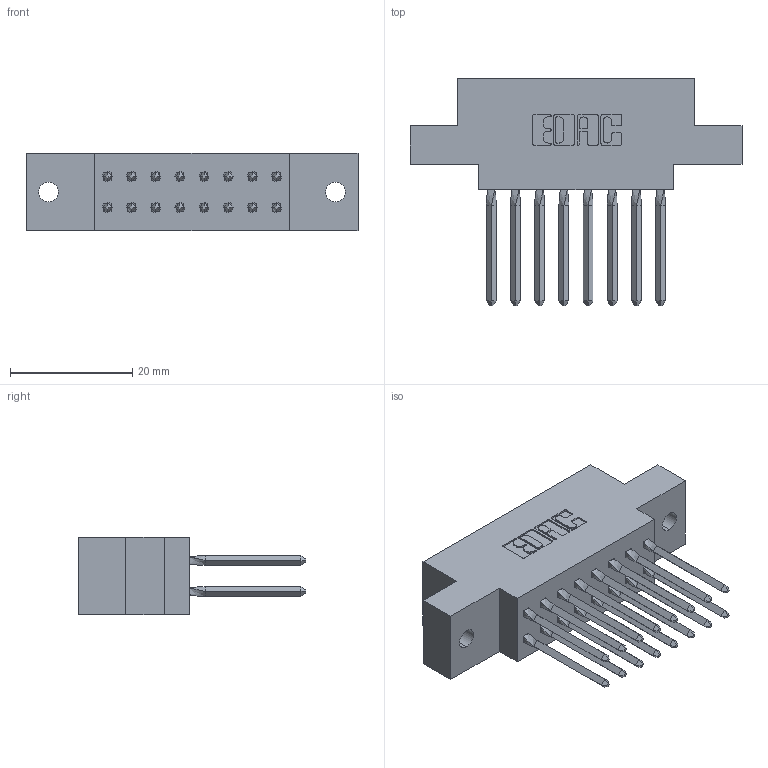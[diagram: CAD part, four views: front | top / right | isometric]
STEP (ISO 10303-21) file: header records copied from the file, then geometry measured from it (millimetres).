
FILE_DESCRIPTION (( 'STEP AP203' ), '1' );
FILE_NAME ('317-016-542-802.STEP', '2020-02-27T15:25:19', ( '' ), ( '' ), 'SwSTEP 2.0', 'SolidWorks 2016', '' );
FILE_SCHEMA (( 'CONFIG_CONTROL_DESIGN' ));
Length unit declared in the file: inch
Products named in the file (3): 317 Part_.144 Dia; 317-290-003_542; 317-016-542-802
Assembly tree (17 placements, depth 2):
  317-016-542-802
    317 Part_.144 Dia
    317-290-003_542  x16
Bounding box: 54.41 x 37.34 x 12.7 mm (x, y, z)
Volume: 7797.8 mm3; surface area: 9486.3 mm2
Topology: 17 solids, 17 shells, 1014 faces, 2835 edges, 1814 vertices
Faces by surface type: plane 794, cylinder 156, bspline 64
Entity records: 15327 total; most frequent: CARTESIAN_POINT 2917, ORIENTED_EDGE 2580, DIRECTION 2230, EDGE_CURVE 1290, LINE 1120, VECTOR 1120, VERTEX_POINT 854, AXIS2_PLACEMENT_3D 555
